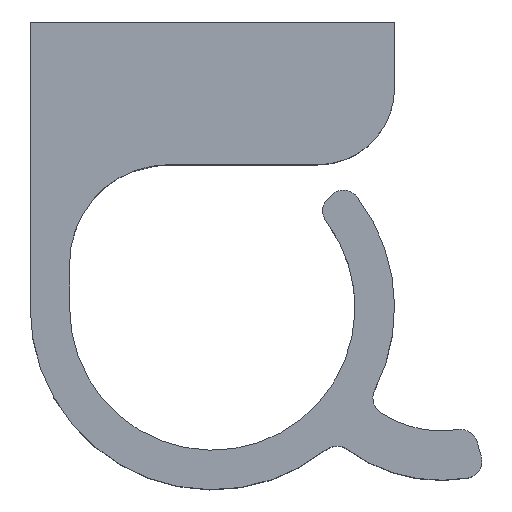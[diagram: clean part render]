
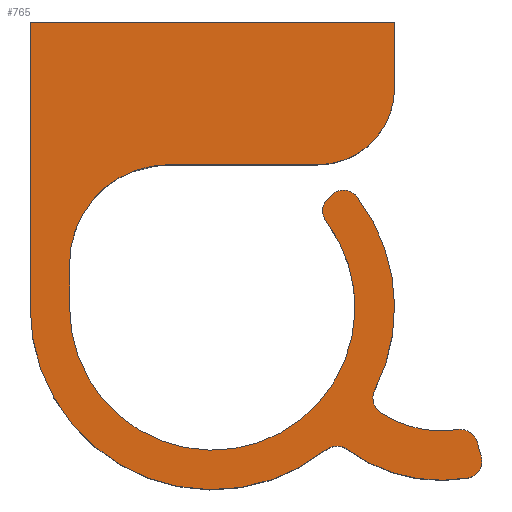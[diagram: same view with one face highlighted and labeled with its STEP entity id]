
A CAD part, top view. The second image highlights one B-rep face of the part: STEP entity #765.
In plain terms, the highlighted planar face has unit normal (0, 0, 1).
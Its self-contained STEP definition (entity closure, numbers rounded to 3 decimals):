
#17=CIRCLE('',#792,3.5);
#32=CIRCLE('',#812,4.5);
#34=CIRCLE('',#816,0.8);
#35=CIRCLE('',#818,8.3);
#36=CIRCLE('',#820,0.8);
#37=CIRCLE('',#822,7.183);
#38=CIRCLE('',#824,0.8);
#39=CIRCLE('',#827,0.8);
#40=CIRCLE('',#829,4.933);
#41=CIRCLE('',#831,0.8);
#42=CIRCLE('',#834,0.8);
#43=CIRCLE('',#836,8.3);
#44=CIRCLE('',#842,6.5);
#80=PLANE('',#843);
#122=FACE_OUTER_BOUND('',#166,.T.);
#166=EDGE_LOOP('',(#698,#699,#700,#701,#702,#703,#704,#705,#706,#707,#708,
#709,#710,#711,#712,#713,#714,#715,#716,#717));
#203=LINE('',#1280,#272);
#223=LINE('',#1360,#292);
#227=LINE('',#1374,#296);
#230=LINE('',#1385,#299);
#232=LINE('',#1388,#301);
#233=LINE('',#1390,#302);
#234=LINE('',#1393,#303);
#272=VECTOR('',#912,10.);
#292=VECTOR('',#994,10.);
#296=VECTOR('',#1012,10.);
#299=VECTOR('',#1025,10.);
#301=VECTOR('',#1029,10.);
#302=VECTOR('',#1032,10.);
#303=VECTOR('',#1035,10.);
#346=VERTEX_POINT('',#1267);
#347=VERTEX_POINT('',#1268);
#351=VERTEX_POINT('',#1278);
#370=VERTEX_POINT('',#1323);
#371=VERTEX_POINT('',#1325);
#373=VERTEX_POINT('',#1334);
#374=VERTEX_POINT('',#1336);
#375=VERTEX_POINT('',#1340);
#376=VERTEX_POINT('',#1344);
#377=VERTEX_POINT('',#1346);
#378=VERTEX_POINT('',#1350);
#379=VERTEX_POINT('',#1354);
#380=VERTEX_POINT('',#1358);
#381=VERTEX_POINT('',#1362);
#382=VERTEX_POINT('',#1368);
#383=VERTEX_POINT('',#1372);
#384=VERTEX_POINT('',#1376);
#385=VERTEX_POINT('',#1380);
#386=VERTEX_POINT('',#1384);
#387=VERTEX_POINT('',#1392);
#433=EDGE_CURVE('',#346,#347,#17,.T.);
#439=EDGE_CURVE('',#346,#351,#203,.T.);
#461=EDGE_CURVE('',#371,#370,#32,.T.);
#467=EDGE_CURVE('',#373,#374,#34,.T.);
#470=EDGE_CURVE('',#373,#375,#35,.T.);
#472=EDGE_CURVE('',#376,#377,#36,.T.);
#475=EDGE_CURVE('',#376,#378,#37,.T.);
#476=EDGE_CURVE('',#379,#378,#38,.T.);
#479=EDGE_CURVE('',#379,#380,#223,.T.);
#480=EDGE_CURVE('',#381,#380,#39,.T.);
#482=EDGE_CURVE('',#381,#374,#40,.T.);
#483=EDGE_CURVE('',#382,#375,#41,.T.);
#486=EDGE_CURVE('',#382,#383,#227,.T.);
#487=EDGE_CURVE('',#384,#383,#42,.T.);
#489=EDGE_CURVE('',#385,#377,#43,.T.);
#491=EDGE_CURVE('',#386,#385,#230,.T.);
#493=EDGE_CURVE('',#351,#386,#232,.T.);
#494=EDGE_CURVE('',#370,#347,#233,.T.);
#495=EDGE_CURVE('',#387,#371,#234,.T.);
#497=EDGE_CURVE('',#384,#387,#44,.T.);
#698=ORIENTED_EDGE('',*,*,#433,.F.);
#699=ORIENTED_EDGE('',*,*,#439,.T.);
#700=ORIENTED_EDGE('',*,*,#493,.T.);
#701=ORIENTED_EDGE('',*,*,#491,.T.);
#702=ORIENTED_EDGE('',*,*,#489,.T.);
#703=ORIENTED_EDGE('',*,*,#472,.F.);
#704=ORIENTED_EDGE('',*,*,#475,.T.);
#705=ORIENTED_EDGE('',*,*,#476,.F.);
#706=ORIENTED_EDGE('',*,*,#479,.T.);
#707=ORIENTED_EDGE('',*,*,#480,.F.);
#708=ORIENTED_EDGE('',*,*,#482,.T.);
#709=ORIENTED_EDGE('',*,*,#467,.F.);
#710=ORIENTED_EDGE('',*,*,#470,.T.);
#711=ORIENTED_EDGE('',*,*,#483,.F.);
#712=ORIENTED_EDGE('',*,*,#486,.T.);
#713=ORIENTED_EDGE('',*,*,#487,.F.);
#714=ORIENTED_EDGE('',*,*,#497,.T.);
#715=ORIENTED_EDGE('',*,*,#495,.T.);
#716=ORIENTED_EDGE('',*,*,#461,.T.);
#717=ORIENTED_EDGE('',*,*,#494,.T.);
#765=ADVANCED_FACE('',(#122),#80,.T.);
#792=AXIS2_PLACEMENT_3D('',#1269,#902,#903);
#812=AXIS2_PLACEMENT_3D('',#1326,#955,#956);
#816=AXIS2_PLACEMENT_3D('',#1337,#967,#968);
#818=AXIS2_PLACEMENT_3D('',#1342,#973,#974);
#820=AXIS2_PLACEMENT_3D('',#1347,#978,#979);
#822=AXIS2_PLACEMENT_3D('',#1352,#984,#985);
#824=AXIS2_PLACEMENT_3D('',#1355,#988,#989);
#827=AXIS2_PLACEMENT_3D('',#1363,#997,#998);
#829=AXIS2_PLACEMENT_3D('',#1366,#1002,#1003);
#831=AXIS2_PLACEMENT_3D('',#1369,#1006,#1007);
#834=AXIS2_PLACEMENT_3D('',#1377,#1015,#1016);
#836=AXIS2_PLACEMENT_3D('',#1381,#1020,#1021);
#842=AXIS2_PLACEMENT_3D('',#1396,#1039,#1040);
#843=AXIS2_PLACEMENT_3D('',#1397,#1041,#1042);
#902=DIRECTION('center_axis',(0.,0.,-1.));
#903=DIRECTION('ref_axis',(0.707,-0.707,0.));
#912=DIRECTION('',(0.,1.,0.));
#955=DIRECTION('center_axis',(0.,0.,-1.));
#956=DIRECTION('ref_axis',(0.,1.,0.));
#967=DIRECTION('center_axis',(0.,0.,1.));
#968=DIRECTION('ref_axis',(-0.968,-0.252,0.));
#973=DIRECTION('center_axis',(0.,0.,1.));
#974=DIRECTION('ref_axis',(1.,0.,0.));
#978=DIRECTION('center_axis',(0.,0.,1.));
#979=DIRECTION('ref_axis',(-0.019,1.,0.));
#984=DIRECTION('center_axis',(0.,0.,1.));
#985=DIRECTION('ref_axis',(1.,0.,0.));
#988=DIRECTION('center_axis',(0.,0.,-1.));
#989=DIRECTION('ref_axis',(0.85,-0.527,0.));
#994=DIRECTION('',(-0.289,0.957,0.));
#997=DIRECTION('center_axis',(0.,0.,-1.));
#998=DIRECTION('ref_axis',(0.533,0.846,0.));
#1002=DIRECTION('center_axis',(0.,0.,-1.));
#1003=DIRECTION('ref_axis',(1.,0.,0.));
#1006=DIRECTION('center_axis',(0.,0.,-1.));
#1007=DIRECTION('ref_axis',(0.082,0.997,0.));
#1012=DIRECTION('',(-0.727,-0.687,0.));
#1015=DIRECTION('center_axis',(0.,0.,-1.));
#1016=DIRECTION('ref_axis',(-0.997,0.083,0.));
#1020=DIRECTION('center_axis',(0.,0.,1.));
#1021=DIRECTION('ref_axis',(1.,0.,0.));
#1025=DIRECTION('',(0.,-1.,0.));
#1029=DIRECTION('',(-1.,0.,0.));
#1032=DIRECTION('',(1.,0.,0.));
#1035=DIRECTION('',(0.,1.,0.));
#1039=DIRECTION('center_axis',(0.,0.,-1.));
#1040=DIRECTION('ref_axis',(-1.,0.,0.));
#1041=DIRECTION('center_axis',(0.,0.,1.));
#1042=DIRECTION('ref_axis',(1.,0.,0.));
#1267=CARTESIAN_POINT('',(8.3,10.,8.));
#1268=CARTESIAN_POINT('',(4.8,6.5,8.));
#1269=CARTESIAN_POINT('Origin',(4.8,10.,8.));
#1278=CARTESIAN_POINT('',(8.3,13.,8.));
#1280=CARTESIAN_POINT('',(8.3,6.5,8.));
#1323=CARTESIAN_POINT('',(-2.,6.5,8.));
#1325=CARTESIAN_POINT('',(-6.5,2.,8.));
#1326=CARTESIAN_POINT('Origin',(-2.,2.,8.));
#1334=CARTESIAN_POINT('',(7.401,-3.758,8.));
#1336=CARTESIAN_POINT('',(7.668,-4.784,8.));
#1337=CARTESIAN_POINT('Origin',(8.114,-4.12,8.));
#1340=CARTESIAN_POINT('',(6.607,5.024,8.));
#1342=CARTESIAN_POINT('Origin',(0.,0.,8.));
#1344=CARTESIAN_POINT('',(6.152,-6.468,8.));
#1346=CARTESIAN_POINT('',(5.178,-6.487,8.));
#1347=CARTESIAN_POINT('Origin',(5.677,-7.112,8.));
#1350=CARTESIAN_POINT('',(11.615,-7.77,8.));
#1352=CARTESIAN_POINT('Origin',(10.416,-0.687,8.));
#1354=CARTESIAN_POINT('',(12.247,-6.75,8.));
#1355=CARTESIAN_POINT('Origin',(11.481,-6.981,8.));
#1358=CARTESIAN_POINT('',(12.058,-6.122,8.));
#1360=CARTESIAN_POINT('',(10.416,-0.687,8.));
#1362=CARTESIAN_POINT('',(11.17,-5.562,8.));
#1363=CARTESIAN_POINT('Origin',(11.292,-6.353,8.));
#1366=CARTESIAN_POINT('Origin',(10.416,-0.687,8.));
#1368=CARTESIAN_POINT('',(5.421,5.121,8.));
#1369=CARTESIAN_POINT('Origin',(5.97,4.54,8.));
#1372=CARTESIAN_POINT('',(5.274,4.983,8.));
#1374=CARTESIAN_POINT('',(0.,0.,8.));
#1376=CARTESIAN_POINT('',(5.186,3.919,8.));
#1377=CARTESIAN_POINT('Origin',(5.824,4.402,8.));
#1380=CARTESIAN_POINT('',(-8.3,0.,8.));
#1381=CARTESIAN_POINT('Origin',(0.,0.,8.));
#1384=CARTESIAN_POINT('',(-8.3,13.,8.));
#1385=CARTESIAN_POINT('',(-8.3,0.,8.));
#1388=CARTESIAN_POINT('',(-8.3,13.,8.));
#1390=CARTESIAN_POINT('',(0.,6.5,8.));
#1392=CARTESIAN_POINT('',(-6.5,0.,8.));
#1393=CARTESIAN_POINT('',(-6.5,0.,8.));
#1396=CARTESIAN_POINT('Origin',(0.,0.,8.));
#1397=CARTESIAN_POINT('Origin',(2.097,2.35,8.));
